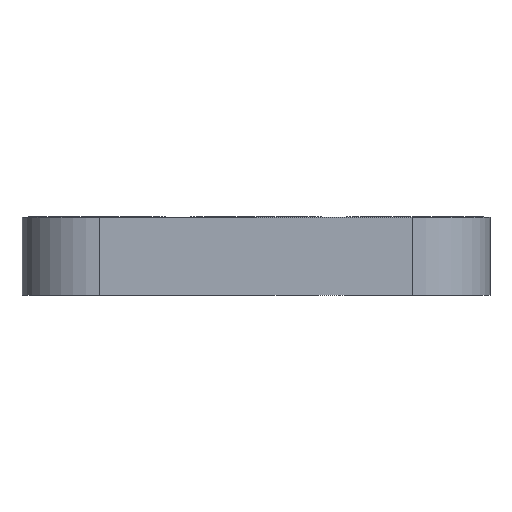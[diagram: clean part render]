
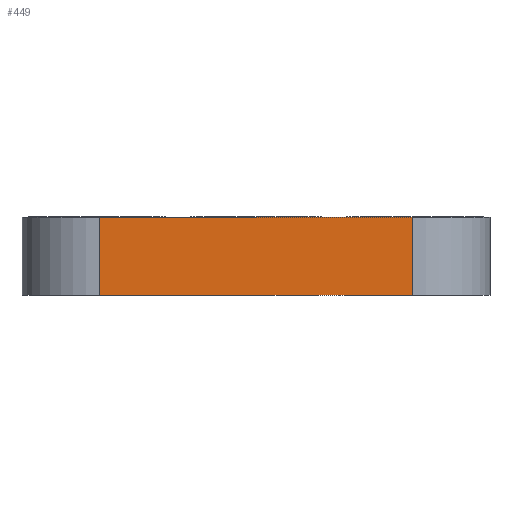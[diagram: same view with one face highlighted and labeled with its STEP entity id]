
A CAD part, left-side view. The second image highlights one B-rep face of the part: STEP entity #449.
In plain terms, the highlighted planar face has unit normal (-1, 0, 0).
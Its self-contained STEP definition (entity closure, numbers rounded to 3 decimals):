
#190 = DIRECTION ( 'NONE',  ( 0., 0., -1. ) ) ;
#269 = AXIS2_PLACEMENT_3D ( 'NONE', #535, #1466, #1480 ) ;
#283 = VECTOR ( 'NONE', #1308, 1000. ) ;
#304 = CARTESIAN_POINT ( 'NONE',  ( -6., 3., 0. ) ) ;
#314 = LINE ( 'NONE', #1284, #321 ) ;
#321 = VECTOR ( 'NONE', #472, 1000. ) ;
#324 = VECTOR ( 'NONE', #427, 1000. ) ;
#427 = DIRECTION ( 'NONE',  ( 0., -1., 0. ) ) ;
#444 = CARTESIAN_POINT ( 'NONE',  ( -6., 15., 0. ) ) ;
#449 = ADVANCED_FACE ( 'NONE', ( #2224 ), #1280, .F. ) ;
#472 = DIRECTION ( 'NONE',  ( 0., 0., 1. ) ) ;
#478 = ORIENTED_EDGE ( 'NONE', *, *, #528, .T. ) ;
#528 = EDGE_CURVE ( 'NONE', #1795, #783, #2094, .T. ) ;
#535 = CARTESIAN_POINT ( 'NONE',  ( -6., 0., 3. ) ) ;
#541 = CARTESIAN_POINT ( 'NONE',  ( -6., 0., 3. ) ) ;
#576 = ORIENTED_EDGE ( 'NONE', *, *, #2308, .F. ) ;
#783 = VERTEX_POINT ( 'NONE', #444 ) ;
#966 = CARTESIAN_POINT ( 'NONE',  ( -6., 3., 3. ) ) ;
#1010 = LINE ( 'NONE', #1793, #324 ) ;
#1021 = VERTEX_POINT ( 'NONE', #966 ) ;
#1245 = CARTESIAN_POINT ( 'NONE',  ( -6., 15., 3. ) ) ;
#1280 = PLANE ( 'NONE',  #269 ) ;
#1284 = CARTESIAN_POINT ( 'NONE',  ( -6., 3., 3. ) ) ;
#1308 = DIRECTION ( 'NONE',  ( 0., -1., 0. ) ) ;
#1318 = VECTOR ( 'NONE', #190, 1000. ) ;
#1465 = EDGE_LOOP ( 'NONE', ( #2102, #1686, #576, #478 ) ) ;
#1466 = DIRECTION ( 'NONE',  ( 1., 0., 0. ) ) ;
#1480 = DIRECTION ( 'NONE',  ( 0., 0., -1. ) ) ;
#1686 = ORIENTED_EDGE ( 'NONE', *, *, #1799, .T. ) ;
#1793 = CARTESIAN_POINT ( 'NONE',  ( -6., 0., 0. ) ) ;
#1795 = VERTEX_POINT ( 'NONE', #1245 ) ;
#1799 = EDGE_CURVE ( 'NONE', #2051, #1021, #314, .T. ) ;
#1907 = CARTESIAN_POINT ( 'NONE',  ( -6., 15., 3. ) ) ;
#1993 = EDGE_CURVE ( 'NONE', #783, #2051, #1010, .T. ) ;
#2051 = VERTEX_POINT ( 'NONE', #304 ) ;
#2094 = LINE ( 'NONE', #1907, #1318 ) ;
#2102 = ORIENTED_EDGE ( 'NONE', *, *, #1993, .T. ) ;
#2224 = FACE_OUTER_BOUND ( 'NONE', #1465, .T. ) ;
#2308 = EDGE_CURVE ( 'NONE', #1795, #1021, #2466, .T. ) ;
#2466 = LINE ( 'NONE', #541, #283 ) ;
